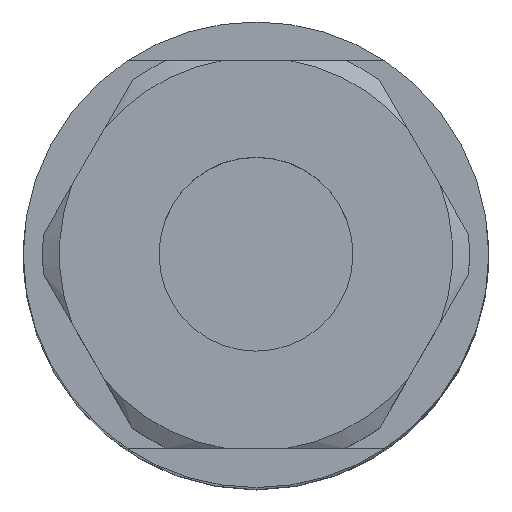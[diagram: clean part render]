
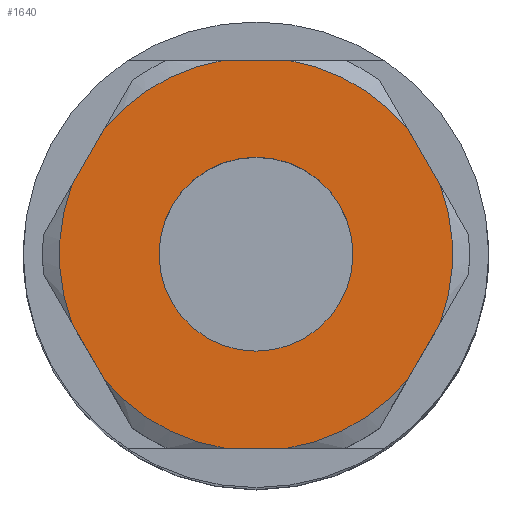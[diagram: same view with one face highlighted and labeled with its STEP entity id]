
A CAD part, top view. The second image highlights one B-rep face of the part: STEP entity #1640.
In plain terms, the highlighted face is planar.
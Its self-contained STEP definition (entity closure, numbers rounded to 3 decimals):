
#120=CARTESIAN_POINT('',(0.,37.5,-2.5));
#130=VERTEX_POINT('',#120);
#290=CARTESIAN_POINT('',(0.,37.5,2.5));
#300=VERTEX_POINT('',#290);
#330=CARTESIAN_POINT('',(0.,37.5,0.));
#340=DIRECTION('',(0.,1.,0.));
#350=DIRECTION('',(0.,0.,1.));
#360=AXIS2_PLACEMENT_3D('',#330,#340,#350);
#370=CIRCLE('',#360,2.5);
#380=EDGE_CURVE('',#130,#300,#370,.T.);
#500=CARTESIAN_POINT('',(0.,37.5,3.908));
#510=DIRECTION('',(0.,1.,0.));
#520=DIRECTION('',(0.,0.,1.));
#530=AXIS2_PLACEMENT_3D('',#500,#510,#520);
#540=PLANE('',#530);
#550=EDGE_CURVE('',#300,#130,#370,.T.);
#560=ORIENTED_EDGE('',*,*,#550,.F.);
#570=ORIENTED_EDGE('',*,*,#380,.F.);
#580=EDGE_LOOP('',(#570,#560));
#590=FACE_BOUND('',#580,.T.);
#600=CARTESIAN_POINT('',(0.,37.5,0.));
#610=DIRECTION('',(0.,1.,0.));
#620=DIRECTION('',(0.,0.,1.));
#630=AXIS2_PLACEMENT_3D('',#600,#610,#620);
#640=CIRCLE('',#630,5.067);
#650=CARTESIAN_POINT('',(-3.92,37.5,3.211));
#660=VERTEX_POINT('',#650);
#670=CARTESIAN_POINT('',(-0.821,37.5,5.));
#680=VERTEX_POINT('',#670);
#690=EDGE_CURVE('',#660,#680,#640,.T.);
#700=ORIENTED_EDGE('',*,*,#690,.T.);
#710=CARTESIAN_POINT('',(-4.741,37.5,1.789));
#720=DIRECTION('',(0.5,0.,0.866));
#730=VECTOR('',#720,1.642);
#740=LINE('',#710,#730);
#750=CARTESIAN_POINT('',(-4.741,37.5,1.789));
#760=VERTEX_POINT('',#750);
#770=EDGE_CURVE('',#760,#660,#740,.T.);
#780=ORIENTED_EDGE('',*,*,#770,.T.);
#790=CARTESIAN_POINT('',(0.,37.5,0.));
#800=DIRECTION('',(0.,1.,0.));
#810=DIRECTION('',(0.,0.,1.));
#820=AXIS2_PLACEMENT_3D('',#790,#800,#810);
#830=CIRCLE('',#820,5.067);
#840=CARTESIAN_POINT('',(-4.741,37.5,-1.789));
#850=VERTEX_POINT('',#840);
#860=EDGE_CURVE('',#850,#760,#830,.T.);
#870=ORIENTED_EDGE('',*,*,#860,.T.);
#880=CARTESIAN_POINT('',(-3.92,37.5,-3.211));
#890=DIRECTION('',(-0.5,0.,0.866));
#900=VECTOR('',#890,1.642);
#910=LINE('',#880,#900);
#920=CARTESIAN_POINT('',(-3.92,37.5,-3.211));
#930=VERTEX_POINT('',#920);
#940=EDGE_CURVE('',#930,#850,#910,.T.);
#950=ORIENTED_EDGE('',*,*,#940,.T.);
#960=CARTESIAN_POINT('',(0.,37.5,0.));
#970=DIRECTION('',(0.,1.,0.));
#980=DIRECTION('',(0.,0.,1.));
#990=AXIS2_PLACEMENT_3D('',#960,#970,#980);
#1000=CIRCLE('',#990,5.067);
#1010=CARTESIAN_POINT('',(-0.821,37.5,-5.));
#1020=VERTEX_POINT('',#1010);
#1030=EDGE_CURVE('',#1020,#930,#1000,.T.);
#1040=ORIENTED_EDGE('',*,*,#1030,.T.);
#1050=CARTESIAN_POINT('',(0.821,37.5,-5.));
#1060=DIRECTION('',(-1.,0.,0.));
#1070=VECTOR('',#1060,1.642);
#1080=LINE('',#1050,#1070);
#1090=CARTESIAN_POINT('',(0.821,37.5,-5.));
#1100=VERTEX_POINT('',#1090);
#1110=EDGE_CURVE('',#1100,#1020,#1080,.T.);
#1120=ORIENTED_EDGE('',*,*,#1110,.T.);
#1130=CARTESIAN_POINT('',(0.,37.5,0.));
#1140=DIRECTION('',(0.,1.,0.));
#1150=DIRECTION('',(0.,0.,1.));
#1160=AXIS2_PLACEMENT_3D('',#1130,#1140,#1150);
#1170=CIRCLE('',#1160,5.067);
#1180=CARTESIAN_POINT('',(3.92,37.5,-3.211));
#1190=VERTEX_POINT('',#1180);
#1200=EDGE_CURVE('',#1190,#1100,#1170,.T.);
#1210=ORIENTED_EDGE('',*,*,#1200,.T.);
#1220=CARTESIAN_POINT('',(4.741,37.5,-1.789));
#1230=DIRECTION('',(-0.5,0.,-0.866));
#1240=VECTOR('',#1230,1.642);
#1250=LINE('',#1220,#1240);
#1260=CARTESIAN_POINT('',(4.741,37.5,-1.789));
#1270=VERTEX_POINT('',#1260);
#1280=EDGE_CURVE('',#1270,#1190,#1250,.T.);
#1290=ORIENTED_EDGE('',*,*,#1280,.T.);
#1300=CARTESIAN_POINT('',(0.,37.5,0.));
#1310=DIRECTION('',(0.,1.,0.));
#1320=DIRECTION('',(0.,0.,1.));
#1330=AXIS2_PLACEMENT_3D('',#1300,#1310,#1320);
#1340=CIRCLE('',#1330,5.067);
#1350=CARTESIAN_POINT('',(4.741,37.5,1.789));
#1360=VERTEX_POINT('',#1350);
#1370=EDGE_CURVE('',#1360,#1270,#1340,.T.);
#1380=ORIENTED_EDGE('',*,*,#1370,.T.);
#1390=CARTESIAN_POINT('',(3.92,37.5,3.211));
#1400=DIRECTION('',(0.5,0.,-0.866));
#1410=VECTOR('',#1400,1.642);
#1420=LINE('',#1390,#1410);
#1430=CARTESIAN_POINT('',(3.92,37.5,3.211));
#1440=VERTEX_POINT('',#1430);
#1450=EDGE_CURVE('',#1440,#1360,#1420,.T.);
#1460=ORIENTED_EDGE('',*,*,#1450,.T.);
#1470=CARTESIAN_POINT('',(0.,37.5,0.));
#1480=DIRECTION('',(0.,1.,0.));
#1490=DIRECTION('',(0.,0.,1.));
#1500=AXIS2_PLACEMENT_3D('',#1470,#1480,#1490);
#1510=CIRCLE('',#1500,5.067);
#1520=CARTESIAN_POINT('',(0.821,37.5,5.));
#1530=VERTEX_POINT('',#1520);
#1540=EDGE_CURVE('',#1530,#1440,#1510,.T.);
#1550=ORIENTED_EDGE('',*,*,#1540,.T.);
#1560=CARTESIAN_POINT('',(-0.821,37.5,5.));
#1570=DIRECTION('',(1.,0.,0.));
#1580=VECTOR('',#1570,1.642);
#1590=LINE('',#1560,#1580);
#1600=EDGE_CURVE('',#680,#1530,#1590,.T.);
#1610=ORIENTED_EDGE('',*,*,#1600,.T.);
#1620=EDGE_LOOP('',(#1610,#1550,#1460,#1380,#1290,#1210,#1120,#1040,#950
,#870,#780,#700));
#1630=FACE_OUTER_BOUND('',#1620,.T.);
#1640=ADVANCED_FACE('',(#590,#1630),#540,.T.);
